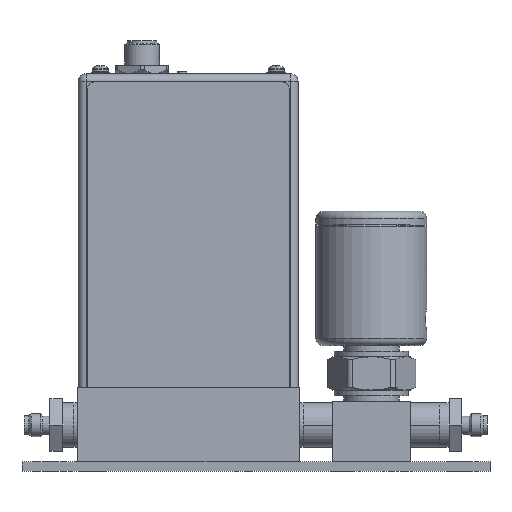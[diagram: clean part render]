
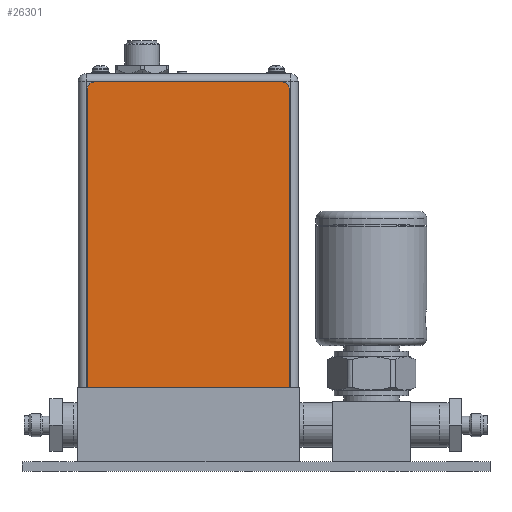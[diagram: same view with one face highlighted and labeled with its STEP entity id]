
A CAD part, top view. The second image highlights one B-rep face of the part: STEP entity #26301.
In plain terms, the highlighted planar face has unit normal (0, 0, 1).
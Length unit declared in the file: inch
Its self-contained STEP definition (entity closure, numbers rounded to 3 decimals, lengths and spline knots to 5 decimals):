
#26134=CARTESIAN_POINT('',(2.63,4.04,0.004));
#26135=DIRECTION('',(0.,0.,-1.));
#26136=DIRECTION('',(0.,1.,0.));
#26137=AXIS2_PLACEMENT_3D('',#26134,#26135,#26136);
#26139=DIRECTION('',(0.,-1.,0.));
#26140=VECTOR('',#26139,4.04);
#26141=CARTESIAN_POINT('',(2.73,4.04,0.004));
#26142=LINE('',#26141,#26140);
#26143=DIRECTION('',(-1.,0.,0.));
#26144=VECTOR('',#26143,2.73);
#26145=CARTESIAN_POINT('',(2.73,0.,0.004));
#26146=LINE('',#26145,#26144);
#26147=DIRECTION('',(0.,1.,0.));
#26148=VECTOR('',#26147,4.04);
#26149=CARTESIAN_POINT('',(0.,0.,0.004));
#26150=LINE('',#26149,#26148);
#26151=CARTESIAN_POINT('',(0.1,4.04,0.004));
#26152=DIRECTION('',(0.,0.,-1.));
#26153=DIRECTION('',(-1.,0.,0.));
#26154=AXIS2_PLACEMENT_3D('',#26151,#26152,#26153);
#26156=DIRECTION('',(1.,0.,0.));
#26157=VECTOR('',#26156,2.53);
#26158=CARTESIAN_POINT('',(0.1,4.14,0.004));
#26159=LINE('',#26158,#26157);
#26172=CARTESIAN_POINT('',(2.73,4.04,0.004));
#26173=VERTEX_POINT('',#26172);
#26174=CARTESIAN_POINT('',(2.63,4.14,0.004));
#26175=VERTEX_POINT('',#26174);
#26176=CARTESIAN_POINT('',(2.73,0.,0.004));
#26177=VERTEX_POINT('',#26176);
#26178=CARTESIAN_POINT('',(0.,0.,0.004));
#26179=VERTEX_POINT('',#26178);
#26180=CARTESIAN_POINT('',(0.,4.04,0.004));
#26181=VERTEX_POINT('',#26180);
#26182=CARTESIAN_POINT('',(0.1,4.14,0.004));
#26183=VERTEX_POINT('',#26182);
#26288=CARTESIAN_POINT('',(0.,0.,0.004));
#26289=DIRECTION('',(0.,0.,1.));
#26290=DIRECTION('',(1.,0.,0.));
#26291=AXIS2_PLACEMENT_3D('',#26288,#26289,#26290);
#26292=PLANE('',#26291);
#26293=ORIENTED_EDGE('',*,*,#26212,.T.);
#26294=ORIENTED_EDGE('',*,*,#26228,.T.);
#26295=ORIENTED_EDGE('',*,*,#26241,.T.);
#26296=ORIENTED_EDGE('',*,*,#26254,.T.);
#26297=ORIENTED_EDGE('',*,*,#26269,.T.);
#26298=ORIENTED_EDGE('',*,*,#26281,.T.);
#26299=EDGE_LOOP('',(#26293,#26294,#26295,#26296,#26297,#26298));
#26300=FACE_OUTER_BOUND('',#26299,.F.);
#26301=ADVANCED_FACE('',(#26300),#26292,.T.);
#26138=CIRCLE('',#26137,0.1);
#26155=CIRCLE('',#26154,0.1);
#26212=EDGE_CURVE('',#26175,#26173,#26138,.T.);
#26228=EDGE_CURVE('',#26173,#26177,#26142,.T.);
#26241=EDGE_CURVE('',#26177,#26179,#26146,.T.);
#26254=EDGE_CURVE('',#26179,#26181,#26150,.T.);
#26269=EDGE_CURVE('',#26181,#26183,#26155,.T.);
#26281=EDGE_CURVE('',#26183,#26175,#26159,.T.);
